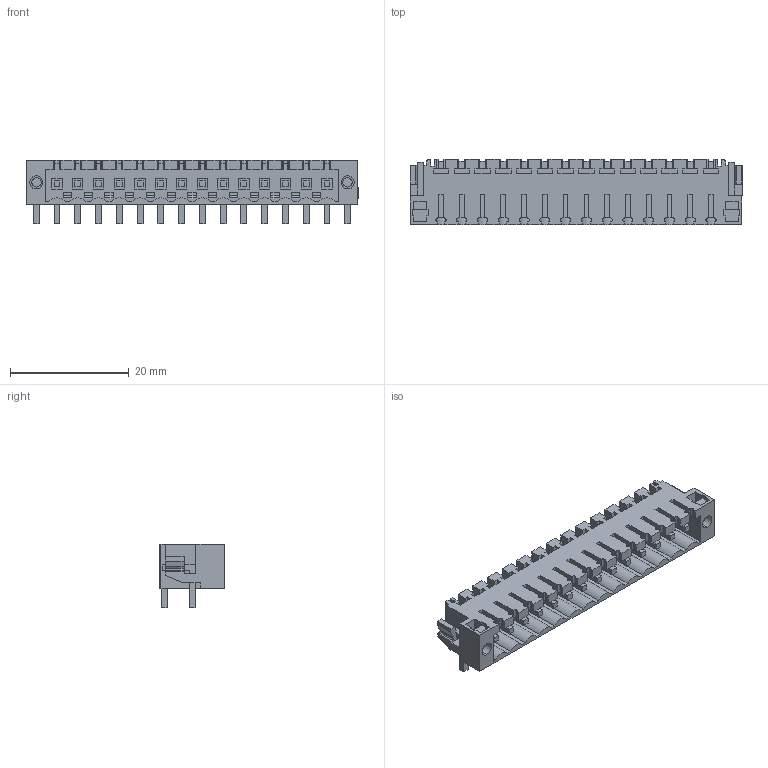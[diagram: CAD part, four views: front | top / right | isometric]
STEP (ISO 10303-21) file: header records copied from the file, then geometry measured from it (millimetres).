
FILE_DESCRIPTION(('CATIA V5 STEP Exchange','CAx-IF Rec.Pracs.--- Model Styling and Organization---1.2---2011-12-15'),'2;1');
FILE_NAME ('D1457213_0_1841970000_1841970000.stp','2018-03-14T12:51:43+00:00',('none'),('Weidmueller'),'CATIA Version 5-6 Release 2014','CATIA V5 STEP AP214','none');
FILE_SCHEMA(('AUTOMOTIVE_DESIGN { 1 0 10303 214 1 1 1 1 }'));
Length unit declared in the file: millimetre
Products named in the file (1): 1841970000
Bounding box: 55.95 x 11.05 x 10.65 mm (x, y, z)
Volume: 2012.4 mm3; surface area: 5369.1 mm2
Topology: 17 solids, 17 shells, 1082 faces, 3269 edges, 2250 vertices
Faces by surface type: plane 1000, cylinder 82
Entity records: 34986 total; most frequent: ORIENTED_EDGE 6538, CARTESIAN_POINT 6176, DIRECTION 4535, EDGE_CURVE 3269, VECTOR 3105, LINE 3105, VERTEX_POINT 2250, EDGE_LOOP 1147
